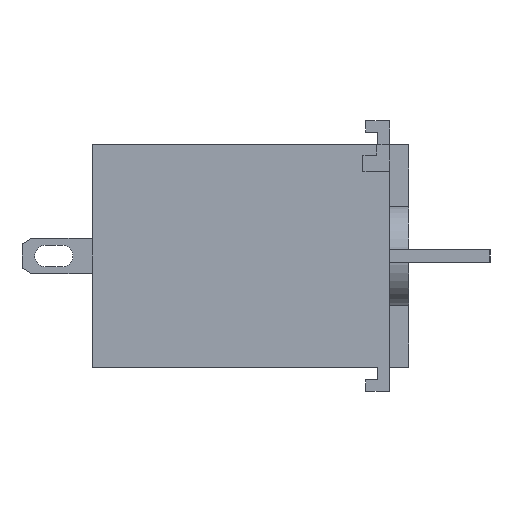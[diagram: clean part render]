
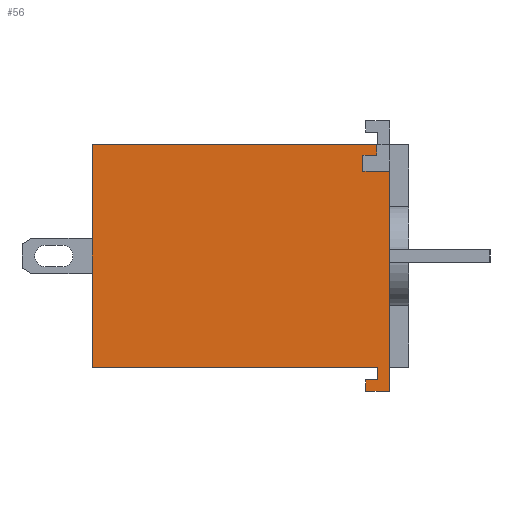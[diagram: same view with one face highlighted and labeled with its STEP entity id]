
A CAD part, left-side view. The second image highlights one B-rep face of the part: STEP entity #56.
In plain terms, the highlighted planar face has unit normal (-1, 0, 0).
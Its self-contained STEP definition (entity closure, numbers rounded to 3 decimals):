
#56=ADVANCED_FACE('',(#227),#228,.F.);
#227=FACE_OUTER_BOUND('',#563,.T.);
#228=PLANE('',#564);
#563=EDGE_LOOP('',(#949,#950,#951,#952,#953,#954,#955,#956,#957,#958,#959,#960));
#564=AXIS2_PLACEMENT_3D('',#961,#962,#963);
#949=ORIENTED_EDGE('',*,*,#2289,.F.);
#950=ORIENTED_EDGE('',*,*,#2290,.F.);
#951=ORIENTED_EDGE('',*,*,#2291,.F.);
#952=ORIENTED_EDGE('',*,*,#2292,.T.);
#953=ORIENTED_EDGE('',*,*,#2293,.T.);
#954=ORIENTED_EDGE('',*,*,#2294,.T.);
#955=ORIENTED_EDGE('',*,*,#2295,.T.);
#956=ORIENTED_EDGE('',*,*,#2296,.T.);
#957=ORIENTED_EDGE('',*,*,#2297,.T.);
#958=ORIENTED_EDGE('',*,*,#2298,.F.);
#959=ORIENTED_EDGE('',*,*,#2299,.F.);
#960=ORIENTED_EDGE('',*,*,#2300,.F.);
#961=CARTESIAN_POINT('',(-30.16,0.0,0.0));
#962=DIRECTION('',(1.0,0.0,0.0));
#963=DIRECTION('',(0.0,1.0,0.0));
#2289=EDGE_CURVE('',#2771,#2772,#2773,.T.);
#2290=EDGE_CURVE('',#2774,#2771,#2775,.T.);
#2291=EDGE_CURVE('',#2776,#2774,#2777,.T.);
#2292=EDGE_CURVE('',#2776,#2778,#2779,.T.);
#2293=EDGE_CURVE('',#2778,#2780,#2781,.T.);
#2294=EDGE_CURVE('',#2780,#2782,#2783,.T.);
#2295=EDGE_CURVE('',#2782,#2784,#2785,.T.);
#2296=EDGE_CURVE('',#2784,#2786,#2787,.T.);
#2297=EDGE_CURVE('',#2786,#2788,#2789,.T.);
#2298=EDGE_CURVE('',#2790,#2788,#2791,.T.);
#2299=EDGE_CURVE('',#2792,#2790,#2793,.T.);
#2300=EDGE_CURVE('',#2772,#2792,#2794,.T.);
#2771=VERTEX_POINT('',#3531);
#2772=VERTEX_POINT('',#3532);
#2773=LINE('',#3533,#3534);
#2774=VERTEX_POINT('',#3535);
#2775=LINE('',#3536,#3537);
#2776=VERTEX_POINT('',#3538);
#2777=LINE('',#3539,#3540);
#2778=VERTEX_POINT('',#3541);
#2779=LINE('',#3542,#3543);
#2780=VERTEX_POINT('',#3544);
#2781=LINE('',#3545,#3546);
#2782=VERTEX_POINT('',#3547);
#2783=LINE('',#3548,#3549);
#2784=VERTEX_POINT('',#3550);
#2785=LINE('',#3551,#3552);
#2786=VERTEX_POINT('',#3553);
#2787=LINE('',#3554,#3555);
#2788=VERTEX_POINT('',#3556);
#2789=LINE('',#3557,#3558);
#2790=VERTEX_POINT('',#3559);
#2791=LINE('',#3560,#3561);
#2792=VERTEX_POINT('',#3562);
#2793=LINE('',#3563,#3564);
#2794=LINE('',#3565,#3566);
#3531=CARTESIAN_POINT('',(-30.16,23.4,8.765));
#3532=CARTESIAN_POINT('',(-30.16,1.016,8.765));
#3533=CARTESIAN_POINT('',(-30.16,23.4,8.765));
#3534=VECTOR('',#4649,22.384);
#3535=CARTESIAN_POINT('',(-30.16,23.4,-8.765));
#3536=CARTESIAN_POINT('',(-30.16,23.4,-8.765));
#3537=VECTOR('',#4650,17.53);
#3538=CARTESIAN_POINT('',(-30.16,0.933,-8.765));
#3539=CARTESIAN_POINT('',(-30.16,0.933,-8.765));
#3540=VECTOR('',#4651,22.468);
#3541=CARTESIAN_POINT('',(-30.16,0.933,-9.75));
#3542=CARTESIAN_POINT('',(-30.16,0.933,-8.765));
#3543=VECTOR('',#4652,0.985);
#3544=CARTESIAN_POINT('',(-30.16,1.885,-9.75));
#3545=CARTESIAN_POINT('',(-30.16,0.933,-9.75));
#3546=VECTOR('',#4653,0.953);
#3547=CARTESIAN_POINT('',(-30.16,1.885,-10.65));
#3548=CARTESIAN_POINT('',(-30.16,1.885,-9.75));
#3549=VECTOR('',#4654,0.9);
#3550=CARTESIAN_POINT('',(-30.16,0.0,-10.65));
#3551=CARTESIAN_POINT('',(-30.16,1.885,-10.65));
#3552=VECTOR('',#4655,1.885);
#3553=CARTESIAN_POINT('',(-30.16,0.0,6.67));
#3554=CARTESIAN_POINT('',(-30.16,0.0,-10.65));
#3555=VECTOR('',#4656,17.32);
#3556=CARTESIAN_POINT('',(-30.16,2.095,6.67));
#3557=CARTESIAN_POINT('',(-30.16,0.0,6.67));
#3558=VECTOR('',#4657,2.095);
#3559=CARTESIAN_POINT('',(-30.16,2.095,7.94));
#3560=CARTESIAN_POINT('',(-30.16,2.095,7.94));
#3561=VECTOR('',#4658,1.27);
#3562=CARTESIAN_POINT('',(-30.16,1.016,7.94));
#3563=CARTESIAN_POINT('',(-30.16,1.016,7.94));
#3564=VECTOR('',#4659,1.079);
#3565=CARTESIAN_POINT('',(-30.16,1.016,8.765));
#3566=VECTOR('',#4660,0.825);
#4649=DIRECTION('',(0.0,-1.0,0.0));
#4650=DIRECTION('',(0.0,0.0,1.0));
#4651=DIRECTION('',(0.0,1.0,0.0));
#4652=DIRECTION('',(0.0,0.0,-1.0));
#4653=DIRECTION('',(0.0,1.0,0.0));
#4654=DIRECTION('',(0.0,0.0,-1.0));
#4655=DIRECTION('',(0.0,-1.0,0.0));
#4656=DIRECTION('',(0.0,0.0,1.0));
#4657=DIRECTION('',(0.0,1.0,0.0));
#4658=DIRECTION('',(0.0,0.0,-1.0));
#4659=DIRECTION('',(0.0,1.0,0.0));
#4660=DIRECTION('',(0.0,0.0,-1.0));
